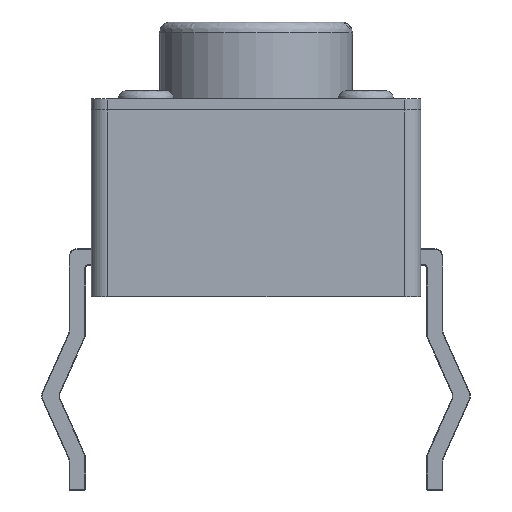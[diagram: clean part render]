
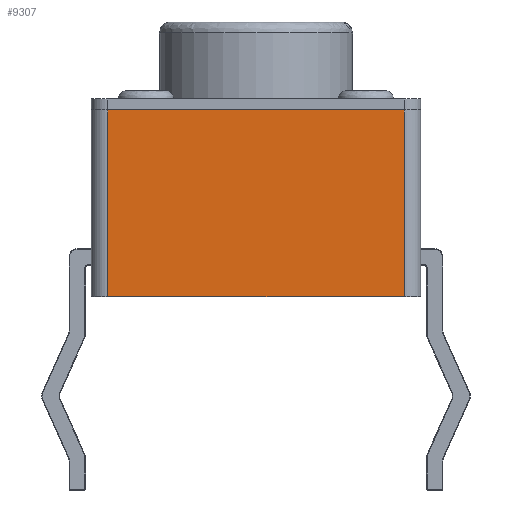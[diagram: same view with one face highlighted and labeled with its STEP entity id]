
A CAD part, front view. The second image highlights one B-rep face of the part: STEP entity #9307.
In plain terms, the highlighted planar face has unit normal (0, -1, 0).
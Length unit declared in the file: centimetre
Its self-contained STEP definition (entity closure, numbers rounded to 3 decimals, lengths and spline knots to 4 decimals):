
#360 = CARTESIAN_POINT ( 'NONE',  ( -0.2695, -0.2995, 0. ) ) ;
#592 = VECTOR ( 'NONE', #5918, 100. ) ;
#1355 = CARTESIAN_POINT ( 'NONE',  ( 0.2695, -0.2995, 0.34 ) ) ;
#2699 = EDGE_CURVE ( 'NONE', #12584, #4544, #10930, .T. ) ;
#2727 = CARTESIAN_POINT ( 'NONE',  ( 0.2695, -0.2995, 0. ) ) ;
#3173 = ORIENTED_EDGE ( 'NONE', *, *, #6898, .T. ) ;
#3891 = ORIENTED_EDGE ( 'NONE', *, *, #13509, .T. ) ;
#4062 = VERTEX_POINT ( 'NONE', #1355 ) ;
#4544 = VERTEX_POINT ( 'NONE', #360 ) ;
#4549 = PLANE ( 'NONE',  #8027 ) ;
#4558 = EDGE_CURVE ( 'NONE', #4544, #9979, #4745, .T. ) ;
#4710 = VECTOR ( 'NONE', #10425, 100. ) ;
#4745 = LINE ( 'NONE', #12529, #4710 ) ;
#4949 = LINE ( 'NONE', #2727, #7597 ) ;
#5367 = CARTESIAN_POINT ( 'NONE',  ( 0.2695, -0.2995, 0. ) ) ;
#5918 = DIRECTION ( 'NONE',  ( -1., 0., 0. ) ) ;
#6898 = EDGE_CURVE ( 'NONE', #4062, #12584, #11531, .T. ) ;
#6915 = FACE_OUTER_BOUND ( 'NONE', #14272, .T. ) ;
#7597 = VECTOR ( 'NONE', #9387, 100. ) ;
#7639 = VECTOR ( 'NONE', #13163, 100. ) ;
#7722 = DIRECTION ( 'NONE',  ( 0., -1., 0. ) ) ;
#8027 = AXIS2_PLACEMENT_3D ( 'NONE', #8958, #7722, #9024 ) ;
#8713 = CARTESIAN_POINT ( 'NONE',  ( -0.2695, -0.2995, 0. ) ) ;
#8958 = CARTESIAN_POINT ( 'NONE',  ( 0., -0.2995, 0. ) ) ;
#9024 = DIRECTION ( 'NONE',  ( 0., 0., -1. ) ) ;
#9294 = ORIENTED_EDGE ( 'NONE', *, *, #4558, .T. ) ;
#9307 = ADVANCED_FACE ( 'NONE', ( #6915 ), #4549, .T. ) ;
#9343 = CARTESIAN_POINT ( 'NONE',  ( -0.2695, -0.2995, 0.34 ) ) ;
#9387 = DIRECTION ( 'NONE',  ( 0., 0., 1. ) ) ;
#9794 = ORIENTED_EDGE ( 'NONE', *, *, #2699, .T. ) ;
#9979 = VERTEX_POINT ( 'NONE', #5367 ) ;
#10425 = DIRECTION ( 'NONE',  ( 1., 0., 0. ) ) ;
#10930 = LINE ( 'NONE', #8713, #7639 ) ;
#11531 = LINE ( 'NONE', #12635, #592 ) ;
#12529 = CARTESIAN_POINT ( 'NONE',  ( 0., -0.2995, 0. ) ) ;
#12584 = VERTEX_POINT ( 'NONE', #9343 ) ;
#12635 = CARTESIAN_POINT ( 'NONE',  ( 0., -0.2995, 0.34 ) ) ;
#13163 = DIRECTION ( 'NONE',  ( 0., 0., -1. ) ) ;
#13509 = EDGE_CURVE ( 'NONE', #9979, #4062, #4949, .T. ) ;
#14272 = EDGE_LOOP ( 'NONE', ( #9794, #9294, #3891, #3173 ) ) ;
